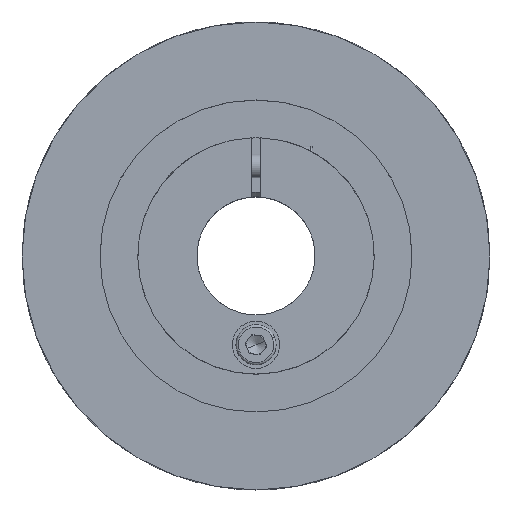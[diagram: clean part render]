
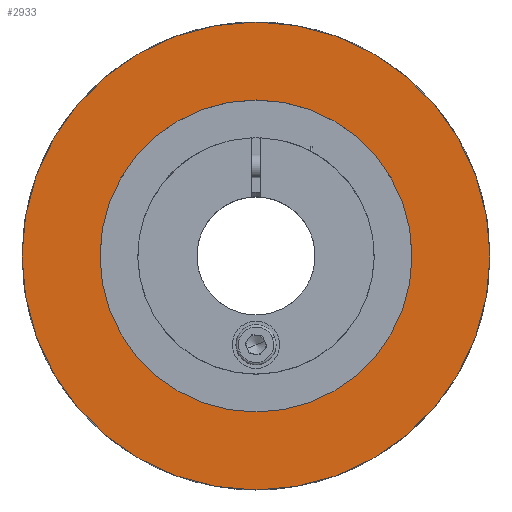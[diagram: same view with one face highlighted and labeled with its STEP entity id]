
A CAD part, top view. The second image highlights one B-rep face of the part: STEP entity #2933.
In plain terms, the highlighted planar face has unit normal (0, 0, 1).
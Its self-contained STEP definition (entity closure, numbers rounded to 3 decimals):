
#228 = DIRECTION ( 'NONE',  ( 1., 0., 0. ) ) ;
#245 = DIRECTION ( 'NONE',  ( 0., 0., -1. ) ) ;
#275 = EDGE_LOOP ( 'NONE', ( #2025, #4915 ) ) ;
#300 = ORIENTED_EDGE ( 'NONE', *, *, #4052, .T. ) ;
#385 = CARTESIAN_POINT ( 'NONE',  ( -33., 0., 0. ) ) ;
#521 = FACE_OUTER_BOUND ( 'NONE', #1570, .T. ) ;
#688 = DIRECTION ( 'NONE',  ( 1., 0., 0. ) ) ;
#800 = CIRCLE ( 'NONE', #2621, 33. ) ;
#854 = EDGE_CURVE ( 'NONE', #1383, #2753, #3636, .T. ) ;
#1043 = DIRECTION ( 'NONE',  ( 0., 0., 1. ) ) ;
#1144 = AXIS2_PLACEMENT_3D ( 'NONE', #2474, #3769, #4881 ) ;
#1205 = CARTESIAN_POINT ( 'NONE',  ( 33., 0., 0. ) ) ;
#1382 = CARTESIAN_POINT ( 'NONE',  ( -49.5, 0., 0. ) ) ;
#1383 = VERTEX_POINT ( 'NONE', #2934 ) ;
#1570 = EDGE_LOOP ( 'NONE', ( #2655, #300 ) ) ;
#1798 = AXIS2_PLACEMENT_3D ( 'NONE', #3316, #4906, #228 ) ;
#1895 = AXIS2_PLACEMENT_3D ( 'NONE', #3335, #245, #4561 ) ;
#2025 = ORIENTED_EDGE ( 'NONE', *, *, #3441, .F. ) ;
#2194 = DIRECTION ( 'NONE',  ( 0., 0., 1. ) ) ;
#2263 = VERTEX_POINT ( 'NONE', #1205 ) ;
#2474 = CARTESIAN_POINT ( 'NONE',  ( 0., 0., 0. ) ) ;
#2485 = FACE_BOUND ( 'NONE', #275, .T. ) ;
#2621 = AXIS2_PLACEMENT_3D ( 'NONE', #3932, #2194, #688 ) ;
#2655 = ORIENTED_EDGE ( 'NONE', *, *, #854, .T. ) ;
#2753 = VERTEX_POINT ( 'NONE', #1382 ) ;
#2933 = ADVANCED_FACE ( 'NONE', ( #2485, #521 ), #4440, .F. ) ;
#2934 = CARTESIAN_POINT ( 'NONE',  ( 49.5, 0., 0. ) ) ;
#3316 = CARTESIAN_POINT ( 'NONE',  ( 0., 0., 0. ) ) ;
#3335 = CARTESIAN_POINT ( 'NONE',  ( 0., 12.525, 0. ) ) ;
#3407 = EDGE_CURVE ( 'NONE', #4219, #2263, #5118, .T. ) ;
#3441 = EDGE_CURVE ( 'NONE', #2263, #4219, #800, .T. ) ;
#3636 = CIRCLE ( 'NONE', #1144, 49.5 ) ;
#3769 = DIRECTION ( 'NONE',  ( 0., 0., 1. ) ) ;
#3932 = CARTESIAN_POINT ( 'NONE',  ( 0., 0., 0. ) ) ;
#4052 = EDGE_CURVE ( 'NONE', #2753, #1383, #4892, .T. ) ;
#4219 = VERTEX_POINT ( 'NONE', #385 ) ;
#4440 = PLANE ( 'NONE',  #1895 ) ;
#4561 = DIRECTION ( 'NONE',  ( -1., 0., 0. ) ) ;
#4881 = DIRECTION ( 'NONE',  ( 1., 0., 0. ) ) ;
#4892 = CIRCLE ( 'NONE', #1798, 49.5 ) ;
#4906 = DIRECTION ( 'NONE',  ( 0., 0., 1. ) ) ;
#4915 = ORIENTED_EDGE ( 'NONE', *, *, #3407, .F. ) ;
#4944 = CARTESIAN_POINT ( 'NONE',  ( 0., 0., 0. ) ) ;
#4953 = AXIS2_PLACEMENT_3D ( 'NONE', #4944, #1043, #5098 ) ;
#5098 = DIRECTION ( 'NONE',  ( 1., 0., 0. ) ) ;
#5118 = CIRCLE ( 'NONE', #4953, 33. ) ;
